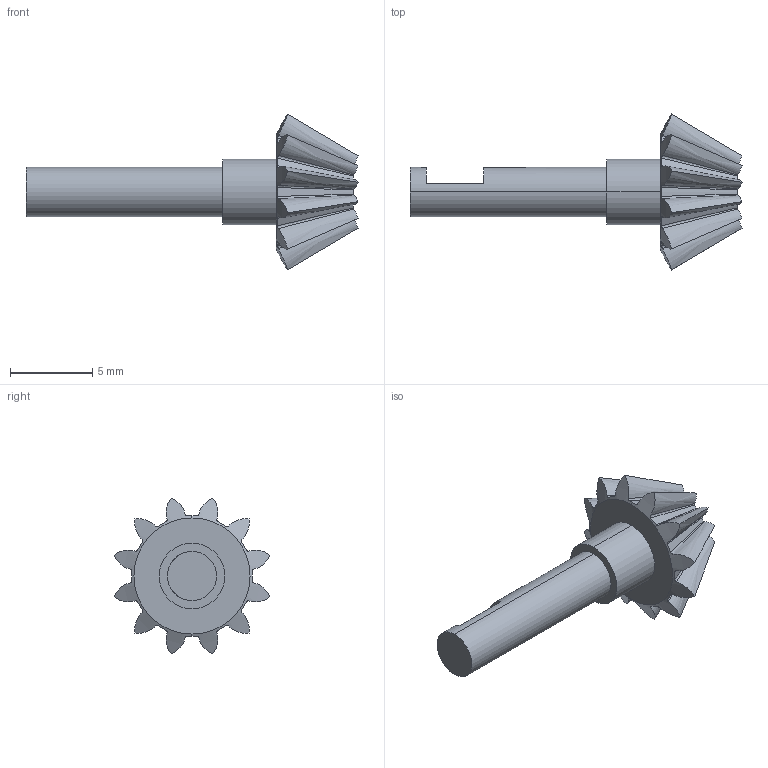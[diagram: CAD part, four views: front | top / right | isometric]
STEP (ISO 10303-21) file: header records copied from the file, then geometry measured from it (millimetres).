
FILE_DESCRIPTION (( 'STEP AP214' ), '1' );
FILE_NAME ('BevelPinion12T.STEP', '2025-04-29T06:58:48', ( '' ), ( '' ), 'SwSTEP 2.0', 'SolidWorks 2024', '' );
FILE_SCHEMA (( 'AUTOMOTIVE_DESIGN' ));
Length unit declared in the file: millimetre
Products named in the file (1): BevelPinion12T
Bounding box: 20.24 x 9.51 x 9.51 mm (x, y, z)
Volume: 270.5 mm3; surface area: 396.6 mm2
Topology: 1 solids, 1 shells, 75 faces, 210 edges, 140 vertices
Faces by surface type: bspline 60, plane 7, cone 4, cylinder 4
Entity records: 4049 total; most frequent: CARTESIAN_POINT 2586, ORIENTED_EDGE 420, EDGE_CURVE 210, VERTEX_POINT 140, B_SPLINE_CURVE_WITH_KNOTS 136, DIRECTION 120, EDGE_LOOP 78, FACE_OUTER_BOUND 75
